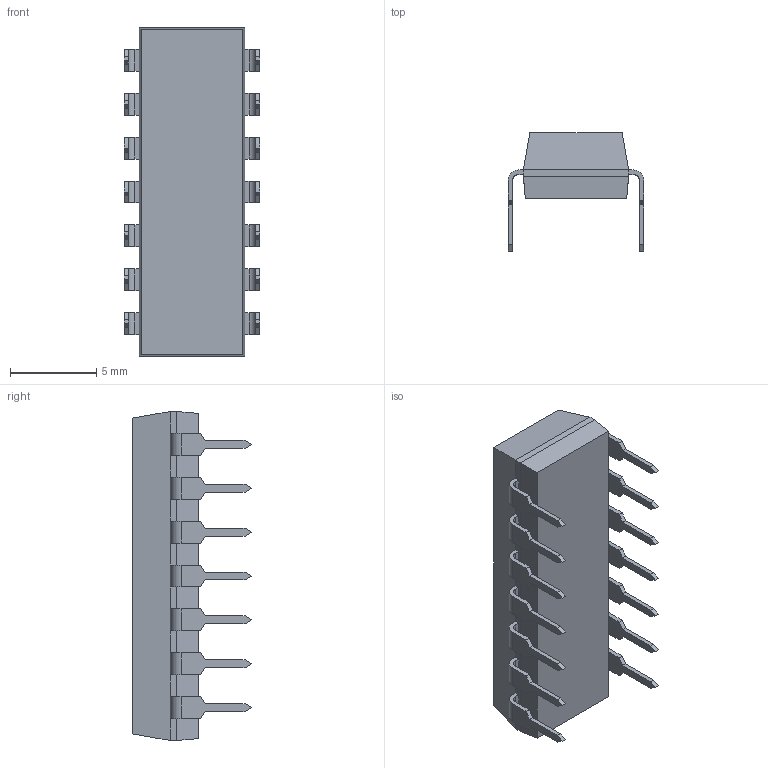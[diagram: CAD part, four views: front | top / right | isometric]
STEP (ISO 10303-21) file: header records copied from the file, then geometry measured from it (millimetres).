
FILE_DESCRIPTION (( 'STEP AP214' ), '1' );
FILE_NAME ('B5D79602-1277-4F08-B988-46B5846B60CD.STEP', '2008-06-27T15:09:34', ( 'sysAdmin' ), ( 'SolidWorks' ), 'SwSTEP 2.0', 'SolidWorks 2008', '' );
FILE_SCHEMA (( 'AUTOMOTIVE_DESIGN' ));
Length unit declared in the file: inch
Products named in the file (1): B5D79602-1277-4F08-B988-46B5846B60CD
Bounding box: 7.87 x 6.86 x 19.05 mm (x, y, z)
Volume: 432.2 mm3; surface area: 548.6 mm2
Topology: 1 solids, 1 shells, 215 faces, 603 edges, 390 vertices
Faces by surface type: plane 185, cylinder 30
Entity records: 7063 total; most frequent: CARTESIAN_POINT 1209, ORIENTED_EDGE 1206, DIRECTION 1095, EDGE_CURVE 603, VECTOR 543, LINE 543, VERTEX_POINT 390, AXIS2_PLACEMENT_3D 276
